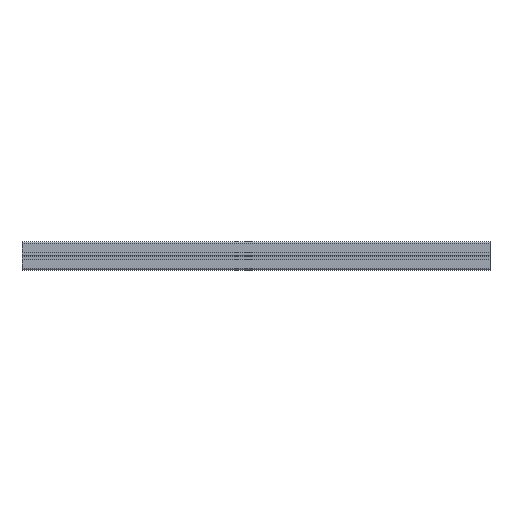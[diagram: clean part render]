
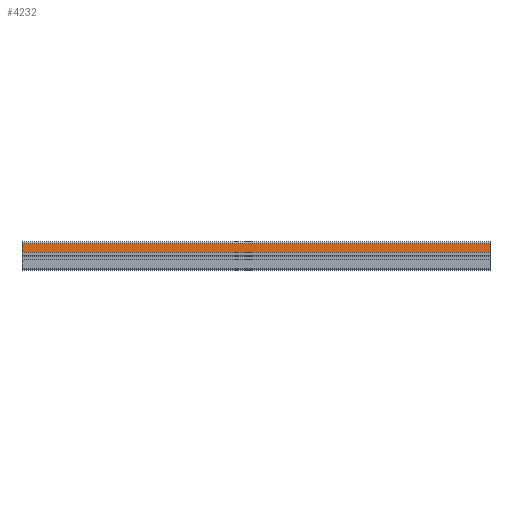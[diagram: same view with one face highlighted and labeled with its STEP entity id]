
A CAD part, top view. The second image highlights one B-rep face of the part: STEP entity #4232.
In plain terms, the highlighted planar face has unit normal (0, 0, 1).
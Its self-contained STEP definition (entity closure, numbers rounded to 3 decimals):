
#102=PLANE('',#4610);
#309=FACE_OUTER_BOUND('',#521,.T.);
#521=EDGE_LOOP('',(#3350,#3351,#3352,#3353));
#902=LINE('',#6832,#1370);
#903=LINE('',#6836,#1371);
#904=LINE('',#6838,#1372);
#905=LINE('',#6839,#1373);
#1370=VECTOR('',#5601,1000.);
#1371=VECTOR('',#5606,1000.);
#1372=VECTOR('',#5607,1000.);
#1373=VECTOR('',#5608,1000.);
#2004=VERTEX_POINT('',#6829);
#2005=VERTEX_POINT('',#6831);
#2006=VERTEX_POINT('',#6835);
#2007=VERTEX_POINT('',#6837);
#2571=EDGE_CURVE('',#2005,#2004,#902,.T.);
#2573=EDGE_CURVE('',#2004,#2006,#903,.T.);
#2574=EDGE_CURVE('',#2007,#2006,#904,.T.);
#2575=EDGE_CURVE('',#2005,#2007,#905,.T.);
#3350=ORIENTED_EDGE('',*,*,#2573,.T.);
#3351=ORIENTED_EDGE('',*,*,#2574,.F.);
#3352=ORIENTED_EDGE('',*,*,#2575,.F.);
#3353=ORIENTED_EDGE('',*,*,#2571,.T.);
#4232=ADVANCED_FACE('',(#309),#102,.F.);
#4610=AXIS2_PLACEMENT_3D('',#6834,#5604,#5605);
#5601=DIRECTION('',(-1.,0.,0.));
#5604=DIRECTION('center_axis',(0.,0.,-1.));
#5605=DIRECTION('ref_axis',(-1.,0.,0.));
#5606=DIRECTION('',(0.,-1.,0.));
#5607=DIRECTION('',(-1.,0.,0.));
#5608=DIRECTION('',(0.,-1.,0.));
#6829=CARTESIAN_POINT('',(-124.226,-164.796,14.75));
#6831=CARTESIAN_POINT('',(371.074,-164.796,14.75));
#6832=CARTESIAN_POINT('',(371.074,-164.796,14.75));
#6834=CARTESIAN_POINT('Origin',(371.074,-169.296,14.75));
#6835=CARTESIAN_POINT('',(-124.226,-173.796,14.75));
#6836=CARTESIAN_POINT('',(-124.226,-169.296,14.75));
#6837=CARTESIAN_POINT('',(371.074,-173.796,14.75));
#6838=CARTESIAN_POINT('',(371.074,-173.796,14.75));
#6839=CARTESIAN_POINT('',(371.074,-169.296,14.75));
